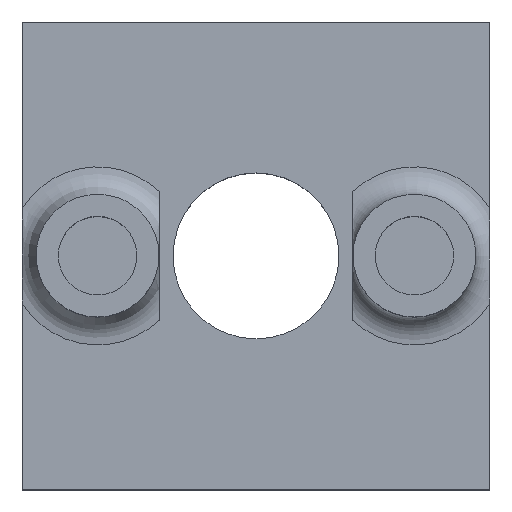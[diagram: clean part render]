
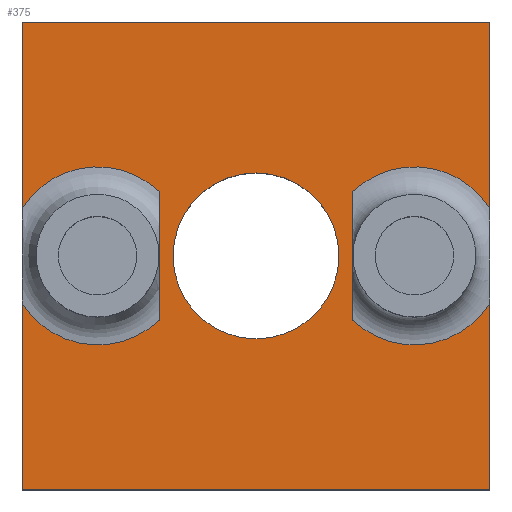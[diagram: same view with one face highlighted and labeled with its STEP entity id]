
A CAD part, top view. The second image highlights one B-rep face of the part: STEP entity #375.
In plain terms, the highlighted planar face has unit normal (0, 0, 1).
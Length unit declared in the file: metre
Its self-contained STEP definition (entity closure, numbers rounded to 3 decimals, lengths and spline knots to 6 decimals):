
#14=LINE('',#633,#30);
#18=LINE('',#643,#34);
#19=LINE('',#644,#35);
#22=LINE('',#654,#38);
#24=LINE('',#659,#40);
#25=LINE('',#668,#41);
#26=LINE('',#670,#42);
#27=LINE('',#673,#43);
#30=VECTOR('',#486,1.);
#34=VECTOR('',#494,1.);
#35=VECTOR('',#495,1.);
#38=VECTOR('',#504,1.);
#40=VECTOR('',#510,1.);
#41=VECTOR('',#511,1.);
#42=VECTOR('',#514,1.);
#43=VECTOR('',#517,1.);
#48=PLANE('',#427);
#99=ORIENTED_EDGE('',*,*,#182,.T.);
#100=ORIENTED_EDGE('',*,*,#161,.T.);
#101=ORIENTED_EDGE('',*,*,#170,.T.);
#102=ORIENTED_EDGE('',*,*,#176,.T.);
#103=ORIENTED_EDGE('',*,*,#181,.F.);
#104=ORIENTED_EDGE('',*,*,#183,.T.);
#105=ORIENTED_EDGE('',*,*,#184,.F.);
#106=ORIENTED_EDGE('',*,*,#185,.T.);
#107=ORIENTED_EDGE('',*,*,#179,.F.);
#108=ORIENTED_EDGE('',*,*,#165,.F.);
#109=ORIENTED_EDGE('',*,*,#171,.T.);
#110=ORIENTED_EDGE('',*,*,#159,.T.);
#111=ORIENTED_EDGE('',*,*,#156,.F.);
#156=EDGE_CURVE('',#200,#200,#236,.T.);
#159=EDGE_CURVE('',#204,#202,#238,.F.);
#161=EDGE_CURVE('',#203,#205,#239,.F.);
#165=EDGE_CURVE('',#209,#210,#14,.T.);
#170=EDGE_CURVE('',#205,#213,#18,.T.);
#171=EDGE_CURVE('',#209,#204,#19,.T.);
#176=EDGE_CURVE('',#213,#217,#22,.T.);
#179=EDGE_CURVE('',#210,#219,#24,.T.);
#181=EDGE_CURVE('',#220,#217,#25,.T.);
#182=EDGE_CURVE('',#202,#203,#26,.T.);
#183=EDGE_CURVE('',#220,#221,#245,.F.);
#184=EDGE_CURVE('',#222,#221,#27,.T.);
#185=EDGE_CURVE('',#222,#219,#246,.F.);
#200=VERTEX_POINT('',#593);
#202=VERTEX_POINT('',#613);
#203=VERTEX_POINT('',#614);
#204=VERTEX_POINT('',#616);
#205=VERTEX_POINT('',#623);
#209=VERTEX_POINT('',#632);
#210=VERTEX_POINT('',#634);
#213=VERTEX_POINT('',#642);
#217=VERTEX_POINT('',#653);
#219=VERTEX_POINT('',#660);
#220=VERTEX_POINT('',#667);
#221=VERTEX_POINT('',#672);
#222=VERTEX_POINT('',#674);
#236=CIRCLE('',#413,0.0075);
#238=CIRCLE('',#416,0.00805);
#239=CIRCLE('',#417,0.00805);
#245=CIRCLE('',#428,0.00805);
#246=CIRCLE('',#429,0.00805);
#272=EDGE_LOOP('',(#99,#100,#101,#102,#103,#104,#105,#106,#107,#108,#109,
#110));
#273=EDGE_LOOP('',(#111));
#322=FACE_BOUND('',#272,.T.);
#323=FACE_BOUND('',#273,.T.);
#375=ADVANCED_FACE('',(#322,#323),#48,.T.);
#413=AXIS2_PLACEMENT_3D('',#592,#470,#471);
#416=AXIS2_PLACEMENT_3D('',#615,#476,#477);
#417=AXIS2_PLACEMENT_3D('',#624,#478,#479);
#427=AXIS2_PLACEMENT_3D('',#669,#512,#513);
#428=AXIS2_PLACEMENT_3D('',#671,#515,#516);
#429=AXIS2_PLACEMENT_3D('',#675,#518,#519);
#470=DIRECTION('',(0.,0.,1.));
#471=DIRECTION('',(1.,0.,0.));
#476=DIRECTION('',(0.,0.,1.));
#477=DIRECTION('',(1.,0.,0.));
#478=DIRECTION('',(0.,0.,1.));
#479=DIRECTION('',(1.,0.,0.));
#486=DIRECTION('',(-1.,0.,0.));
#494=DIRECTION('',(0.,1.,0.));
#495=DIRECTION('',(0.,1.,0.));
#504=DIRECTION('',(-1.,0.,0.));
#510=DIRECTION('',(0.,1.,0.));
#511=DIRECTION('',(0.,1.,0.));
#512=DIRECTION('',(0.,0.,1.));
#513=DIRECTION('',(1.,0.,0.));
#514=DIRECTION('',(0.,1.,0.));
#515=DIRECTION('',(0.,0.,1.));
#516=DIRECTION('',(1.,0.,0.));
#517=DIRECTION('',(0.,1.,0.));
#518=DIRECTION('',(0.,0.,1.));
#519=DIRECTION('',(1.,0.,0.));
#592=CARTESIAN_POINT('',(0.,0.,0.01));
#593=CARTESIAN_POINT('',(0.0075,0.,0.01));
#613=CARTESIAN_POINT('',(0.00875,-0.005807,0.01));
#614=CARTESIAN_POINT('',(0.00875,0.005807,0.01));
#615=CARTESIAN_POINT('',(0.014325,0.,0.01));
#616=CARTESIAN_POINT('',(0.02115,-0.004269,0.01));
#623=CARTESIAN_POINT('',(0.02115,0.004269,0.01));
#624=CARTESIAN_POINT('',(0.014325,0.,0.01));
#632=CARTESIAN_POINT('',(0.02115,-0.02115,0.01));
#633=CARTESIAN_POINT('',(0.,-0.02115,0.01));
#634=CARTESIAN_POINT('',(-0.02115,-0.02115,0.01));
#642=CARTESIAN_POINT('',(0.02115,0.02115,0.01));
#643=CARTESIAN_POINT('',(0.02115,0.,0.01));
#644=CARTESIAN_POINT('',(0.02115,0.,0.01));
#653=CARTESIAN_POINT('',(-0.02115,0.02115,0.01));
#654=CARTESIAN_POINT('',(0.,0.02115,0.01));
#659=CARTESIAN_POINT('',(-0.02115,0.,0.01));
#660=CARTESIAN_POINT('',(-0.02115,-0.004269,0.01));
#667=CARTESIAN_POINT('',(-0.02115,0.004269,0.01));
#668=CARTESIAN_POINT('',(-0.02115,0.,0.01));
#669=CARTESIAN_POINT('',(0.,0.,0.01));
#670=CARTESIAN_POINT('',(0.00875,0.,0.01));
#671=CARTESIAN_POINT('',(-0.014325,0.,0.01));
#672=CARTESIAN_POINT('',(-0.00875,0.005807,0.01));
#673=CARTESIAN_POINT('',(-0.00875,0.,0.01));
#674=CARTESIAN_POINT('',(-0.00875,-0.005807,0.01));
#675=CARTESIAN_POINT('',(-0.014325,0.,0.01));
